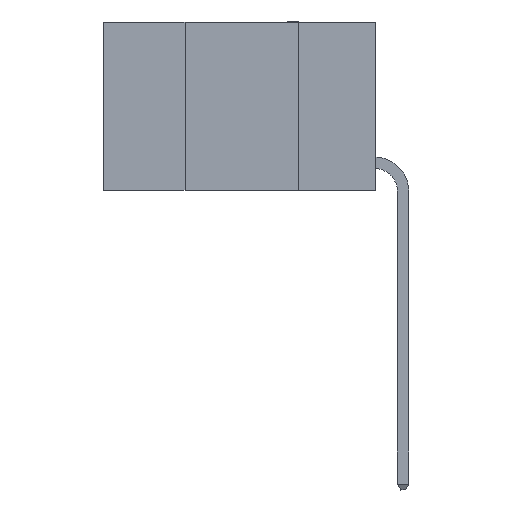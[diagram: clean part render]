
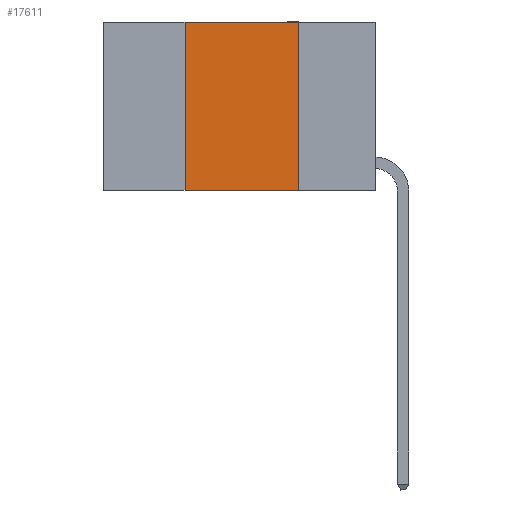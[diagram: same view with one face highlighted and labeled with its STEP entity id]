
A CAD part, left-side view. The second image highlights one B-rep face of the part: STEP entity #17611.
In plain terms, the highlighted planar face has unit normal (-1, 0, 0).
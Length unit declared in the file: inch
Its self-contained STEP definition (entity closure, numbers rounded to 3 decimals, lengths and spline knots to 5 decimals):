
#115 = DIRECTION ( 'NONE',  ( 1., 0., 0. ) ) ;
#233 = CARTESIAN_POINT ( 'NONE',  ( 0., 0.42, 0. ) ) ;
#1320 = VERTEX_POINT ( 'NONE', #5043 ) ;
#1647 = EDGE_CURVE ( 'NONE', #1320, #2690, #20582, .T. ) ;
#1660 = CARTESIAN_POINT ( 'NONE',  ( 0., 0.6, 0. ) ) ;
#1934 = ORIENTED_EDGE ( 'NONE', *, *, #13538, .F. ) ;
#2133 = VECTOR ( 'NONE', #13717, 39.37008 ) ;
#2690 = VERTEX_POINT ( 'NONE', #10793 ) ;
#3460 = DIRECTION ( 'NONE',  ( 0., 0., -1. ) ) ;
#3741 = CARTESIAN_POINT ( 'NONE',  ( 0., 0.17, -0.37 ) ) ;
#4958 = LINE ( 'NONE', #20754, #13739 ) ;
#5043 = CARTESIAN_POINT ( 'NONE',  ( 0., 0.42, 0. ) ) ;
#5151 = CARTESIAN_POINT ( 'NONE',  ( 0., 0.6, 0. ) ) ;
#5426 = CARTESIAN_POINT ( 'NONE',  ( 0., 0.6, -0.37 ) ) ;
#8794 = VECTOR ( 'NONE', #11742, 39.37008 ) ;
#9967 = PLANE ( 'NONE',  #12498 ) ;
#10196 = LINE ( 'NONE', #233, #21647 ) ;
#10793 = CARTESIAN_POINT ( 'NONE',  ( 0., 0.17, 0. ) ) ;
#11707 = ORIENTED_EDGE ( 'NONE', *, *, #12016, .F. ) ;
#11742 = DIRECTION ( 'NONE',  ( 0., -1., 0. ) ) ;
#12016 = EDGE_CURVE ( 'NONE', #2690, #18700, #4958, .T. ) ;
#12498 = AXIS2_PLACEMENT_3D ( 'NONE', #5151, #115, #3460 ) ;
#13205 = CARTESIAN_POINT ( 'NONE',  ( 0., 0.42, -0.37 ) ) ;
#13538 = EDGE_CURVE ( 'NONE', #13879, #1320, #10196, .T. ) ;
#13717 = DIRECTION ( 'NONE',  ( 0., -1., 0. ) ) ;
#13739 = VECTOR ( 'NONE', #17285, 39.37008 ) ;
#13879 = VERTEX_POINT ( 'NONE', #13205 ) ;
#14046 = LINE ( 'NONE', #5426, #2133 ) ;
#14496 = ORIENTED_EDGE ( 'NONE', *, *, #1647, .F. ) ;
#17285 = DIRECTION ( 'NONE',  ( 0., 0., -1. ) ) ;
#17355 = EDGE_CURVE ( 'NONE', #13879, #18700, #14046, .T. ) ;
#17611 = ADVANCED_FACE ( 'NONE', ( #20609 ), #9967, .F. ) ;
#18700 = VERTEX_POINT ( 'NONE', #3741 ) ;
#18818 = DIRECTION ( 'NONE',  ( 0., 0., 1. ) ) ;
#19509 = ORIENTED_EDGE ( 'NONE', *, *, #17355, .T. ) ;
#20582 = LINE ( 'NONE', #1660, #8794 ) ;
#20609 = FACE_OUTER_BOUND ( 'NONE', #21878, .T. ) ;
#20754 = CARTESIAN_POINT ( 'NONE',  ( 0., 0.17, 0. ) ) ;
#21647 = VECTOR ( 'NONE', #18818, 39.37008 ) ;
#21878 = EDGE_LOOP ( 'NONE', ( #11707, #14496, #1934, #19509 ) ) ;
